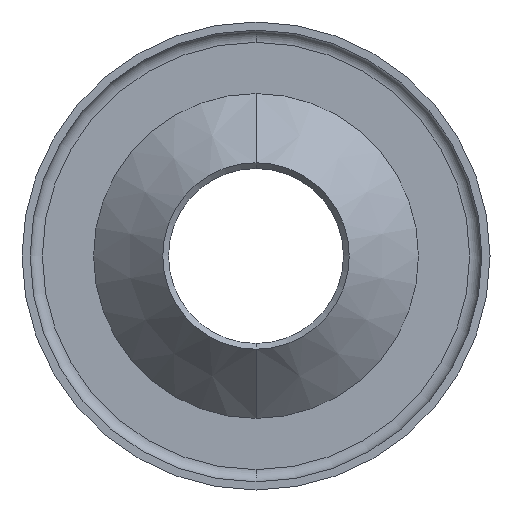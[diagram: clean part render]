
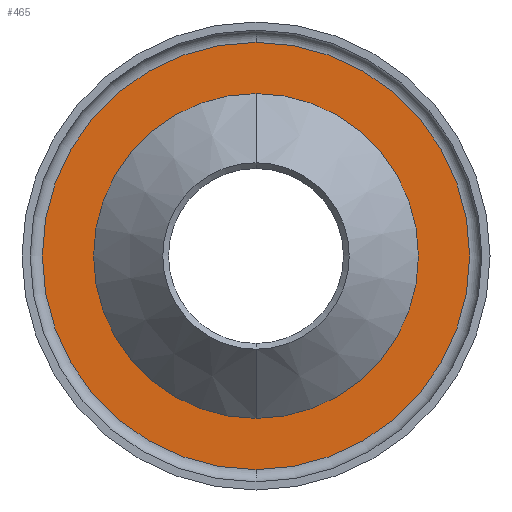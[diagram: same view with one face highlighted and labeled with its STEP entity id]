
A CAD part, front view. The second image highlights one B-rep face of the part: STEP entity #465.
In plain terms, the highlighted planar face has unit normal (0, -1, 0).
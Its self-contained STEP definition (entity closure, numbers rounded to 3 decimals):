
#37 = CIRCLE ( 'NONE', #45, 5.25 ) ;
#43 = CIRCLE ( 'NONE', #48, 3.991 ) ;
#45 = AXIS2_PLACEMENT_3D ( 'NONE', #64, #139, #154 ) ;
#48 = AXIS2_PLACEMENT_3D ( 'NONE', #100, #142, #151 ) ;
#50 = CARTESIAN_POINT ( 'NONE',  ( 0., 2.1, -3.991 ) ) ;
#64 = CARTESIAN_POINT ( 'NONE',  ( 0., 2.1, 0. ) ) ;
#90 = CARTESIAN_POINT ( 'NONE',  ( 0., 2.1, 5.25 ) ) ;
#100 = CARTESIAN_POINT ( 'NONE',  ( 0., 2.1, 0. ) ) ;
#107 = CARTESIAN_POINT ( 'NONE',  ( 0., 2.1, 3.991 ) ) ;
#111 = CARTESIAN_POINT ( 'NONE',  ( 0., 2.1, -5.25 ) ) ;
#139 = DIRECTION ( 'NONE',  ( 0., 1., 0. ) ) ;
#142 = DIRECTION ( 'NONE',  ( 0., 1., 0. ) ) ;
#151 = DIRECTION ( 'NONE',  ( 0., 0., 1. ) ) ;
#154 = DIRECTION ( 'NONE',  ( 0., 0., 1. ) ) ;
#171 = AXIS2_PLACEMENT_3D ( 'NONE', #535, #528, #536 ) ;
#192 = AXIS2_PLACEMENT_3D ( 'NONE', #575, #524, #551 ) ;
#248 = CIRCLE ( 'NONE', #192, 5.25 ) ;
#254 = CIRCLE ( 'NONE', #171, 3.991 ) ;
#257 = AXIS2_PLACEMENT_3D ( 'NONE', #508, #510, #534 ) ;
#269 = EDGE_CURVE ( 'NONE', #395, #394, #43, .T. ) ;
#273 = EDGE_CURVE ( 'NONE', #392, #393, #37, .T. ) ;
#295 = ORIENTED_EDGE ( 'NONE', *, *, #269, .T. ) ;
#344 = FACE_BOUND ( 'NONE', #422, .T. ) ;
#346 = ORIENTED_EDGE ( 'NONE', *, *, #273, .F. ) ;
#360 = ORIENTED_EDGE ( 'NONE', *, *, #468, .F. ) ;
#362 = ORIENTED_EDGE ( 'NONE', *, *, #469, .T. ) ;
#363 = FACE_OUTER_BOUND ( 'NONE', #423, .T. ) ;
#392 = VERTEX_POINT ( 'NONE', #111 ) ;
#393 = VERTEX_POINT ( 'NONE', #90 ) ;
#394 = VERTEX_POINT ( 'NONE', #50 ) ;
#395 = VERTEX_POINT ( 'NONE', #107 ) ;
#422 = EDGE_LOOP ( 'NONE', ( #295, #362 ) ) ;
#423 = EDGE_LOOP ( 'NONE', ( #360, #346 ) ) ;
#465 = ADVANCED_FACE ( 'NONE', ( #344, #363 ), #520, .T. ) ;
#468 = EDGE_CURVE ( 'NONE', #393, #392, #248, .T. ) ;
#469 = EDGE_CURVE ( 'NONE', #394, #395, #254, .T. ) ;
#508 = CARTESIAN_POINT ( 'NONE',  ( 0., 2.1, 5.25 ) ) ;
#510 = DIRECTION ( 'NONE',  ( 0., -1., 0. ) ) ;
#520 = PLANE ( 'NONE',  #257 ) ;
#524 = DIRECTION ( 'NONE',  ( 0., 1., 0. ) ) ;
#528 = DIRECTION ( 'NONE',  ( 0., 1., 0. ) ) ;
#534 = DIRECTION ( 'NONE',  ( 0., 0., -1. ) ) ;
#535 = CARTESIAN_POINT ( 'NONE',  ( 0., 2.1, 0. ) ) ;
#536 = DIRECTION ( 'NONE',  ( 0., 0., 1. ) ) ;
#551 = DIRECTION ( 'NONE',  ( 0., 0., 1. ) ) ;
#575 = CARTESIAN_POINT ( 'NONE',  ( 0., 2.1, 0. ) ) ;
